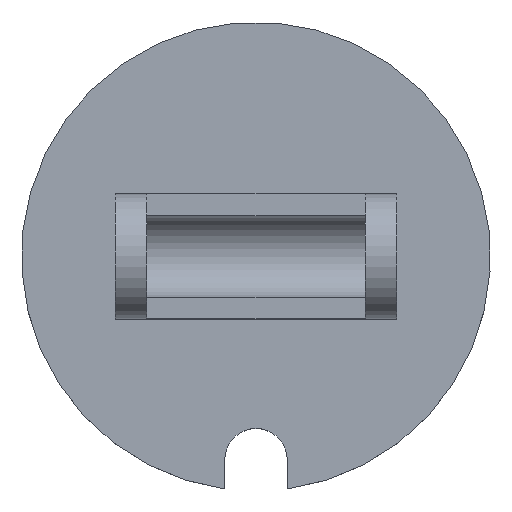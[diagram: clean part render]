
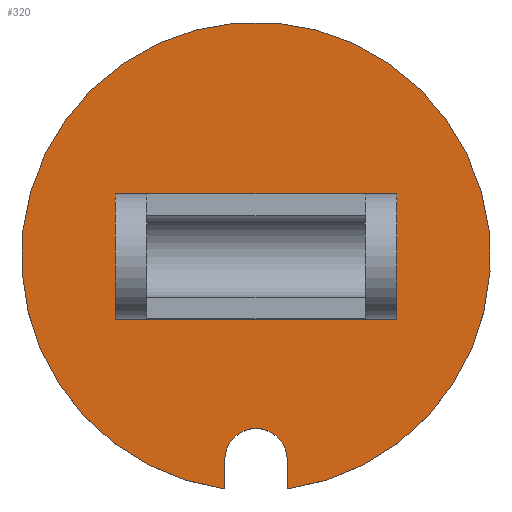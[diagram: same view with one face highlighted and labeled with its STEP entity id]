
A CAD part, top view. The second image highlights one B-rep face of the part: STEP entity #320.
In plain terms, the highlighted planar face has unit normal (0, 0, 1).
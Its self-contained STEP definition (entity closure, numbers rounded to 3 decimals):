
#15=FACE_BOUND('',#65,.T.);
#21=CIRCLE('',#353,5.);
#22=CIRCLE('',#355,37.5);
#45=FACE_OUTER_BOUND('',#64,.T.);
#64=EDGE_LOOP('',(#232,#233,#234,#235));
#65=EDGE_LOOP('',(#236,#237,#238,#239));
#86=LINE('',#488,#116);
#90=LINE('',#497,#120);
#92=LINE('',#508,#122);
#93=LINE('',#510,#123);
#94=LINE('',#512,#124);
#95=LINE('',#513,#125);
#116=VECTOR('',#388,10.);
#120=VECTOR('',#394,10.);
#122=VECTOR('',#410,10.);
#123=VECTOR('',#411,10.);
#124=VECTOR('',#412,10.);
#125=VECTOR('',#413,10.);
#146=VERTEX_POINT('',#485);
#147=VERTEX_POINT('',#487);
#150=VERTEX_POINT('',#494);
#151=VERTEX_POINT('',#496);
#152=VERTEX_POINT('',#506);
#153=VERTEX_POINT('',#507);
#154=VERTEX_POINT('',#509);
#155=VERTEX_POINT('',#511);
#174=EDGE_CURVE('',#147,#146,#86,.T.);
#178=EDGE_CURVE('',#151,#150,#90,.T.);
#181=EDGE_CURVE('',#146,#151,#21,.T.);
#182=EDGE_CURVE('',#150,#147,#22,.T.);
#184=EDGE_CURVE('',#152,#153,#92,.T.);
#185=EDGE_CURVE('',#153,#154,#93,.T.);
#186=EDGE_CURVE('',#154,#155,#94,.T.);
#187=EDGE_CURVE('',#155,#152,#95,.T.);
#232=ORIENTED_EDGE('',*,*,#174,.T.);
#233=ORIENTED_EDGE('',*,*,#181,.T.);
#234=ORIENTED_EDGE('',*,*,#178,.T.);
#235=ORIENTED_EDGE('',*,*,#182,.T.);
#236=ORIENTED_EDGE('',*,*,#184,.T.);
#237=ORIENTED_EDGE('',*,*,#185,.T.);
#238=ORIENTED_EDGE('',*,*,#186,.T.);
#239=ORIENTED_EDGE('',*,*,#187,.T.);
#306=PLANE('',#357);
#320=ADVANCED_FACE('',(#45,#15),#306,.T.);
#353=AXIS2_PLACEMENT_3D('',#501,#400,#401);
#355=AXIS2_PLACEMENT_3D('',#503,#404,#405);
#357=AXIS2_PLACEMENT_3D('',#505,#408,#409);
#388=DIRECTION('',(0.,1.,0.));
#394=DIRECTION('',(0.,-1.,0.));
#400=DIRECTION('center_axis',(0.,0.,-1.));
#401=DIRECTION('ref_axis',(-1.,0.,0.));
#404=DIRECTION('center_axis',(0.,0.,1.));
#405=DIRECTION('ref_axis',(1.,0.,0.));
#408=DIRECTION('center_axis',(0.,0.,1.));
#409=DIRECTION('ref_axis',(1.,0.,0.));
#410=DIRECTION('',(-1.,0.,0.));
#411=DIRECTION('',(0.,1.,0.));
#412=DIRECTION('',(1.,0.,0.));
#413=DIRECTION('',(0.,-1.,0.));
#485=CARTESIAN_POINT('',(-5.,-32.5,5.));
#487=CARTESIAN_POINT('',(-5.,-37.165,5.));
#488=CARTESIAN_POINT('',(-5.,-18.583,5.));
#494=CARTESIAN_POINT('',(5.,-37.165,5.));
#496=CARTESIAN_POINT('',(5.,-32.5,5.));
#497=CARTESIAN_POINT('',(5.,-16.25,5.));
#501=CARTESIAN_POINT('Origin',(0.,-32.5,5.));
#503=CARTESIAN_POINT('Origin',(0.,0.,5.));
#505=CARTESIAN_POINT('Origin',(0.,0.,5.));
#506=CARTESIAN_POINT('',(22.5,-10.,5.));
#507=CARTESIAN_POINT('',(-22.5,-10.,5.));
#508=CARTESIAN_POINT('',(-8.75,-10.,5.));
#509=CARTESIAN_POINT('',(-22.5,10.,5.));
#510=CARTESIAN_POINT('',(-22.5,0.,5.));
#511=CARTESIAN_POINT('',(22.5,10.,5.));
#512=CARTESIAN_POINT('',(-8.75,10.,5.));
#513=CARTESIAN_POINT('',(22.5,0.,5.));
